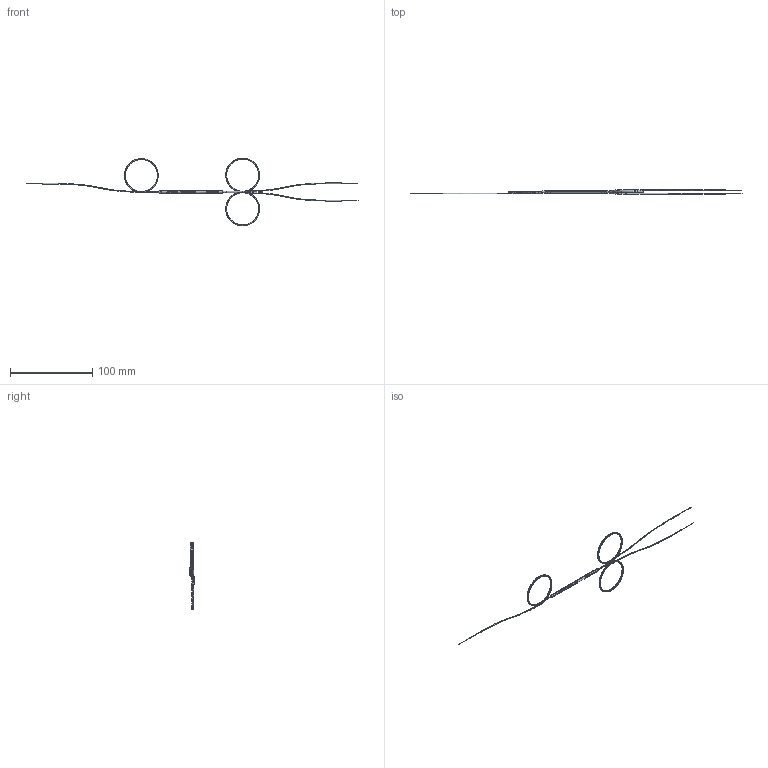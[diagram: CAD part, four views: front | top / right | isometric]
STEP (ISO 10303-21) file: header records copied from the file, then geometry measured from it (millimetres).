
FILE_DESCRIPTION (( 'STEP AP203' ), '1' );
FILE_NAME ('TTN174132-E0W.STEP', '2018-12-20T21:29:01', ( '' ), ( '' ), 'SwSTEP 2.0', 'SolidWorks 2018', '' );
FILE_SCHEMA (( 'CONFIG_CONTROL_DESIGN' ));
Length unit declared in the file: millimetre
Products named in the file (12): DWG1751_42-2mm; PANDA 850_60; DWG1631_75mm; DWG1528; DWG1553; DWG1540; DWG1529; LA000PLBTTB; LA000PLBTTW; LA000PLBTTR; PANDA 850_40; TTN174132-E0W
Assembly tree (14 placements, depth 2):
  TTN174132-E0W
    DWG1751_42-2mm
    PANDA 850_60  x2
    DWG1631_75mm
    DWG1528
    DWG1553
    DWG1540
    DWG1529
    LA000PLBTTB
    LA000PLBTTW
    LA000PLBTTR
    PANDA 850_40  x3
Bounding box: 403 x 5.1 x 81.85 mm (x, y, z)
Volume: 833 mm3; surface area: 7381.5 mm2
Topology: 14 solids, 14 shells, 255 faces, 1111 edges, 976 vertices
Faces by surface type: cylinder 154, plane 41, bspline 34, cone 15, torus 11
Entity records: 24839 total; most frequent: CARTESIAN_POINT 14824, ORIENTED_EDGE 2186, DIRECTION 1360, EDGE_CURVE 1093, VERTEX_POINT 964, AXIS2_PLACEMENT_3D 545, B_SPLINE_CURVE_WITH_KNOTS 492, EDGE_LOOP 351
